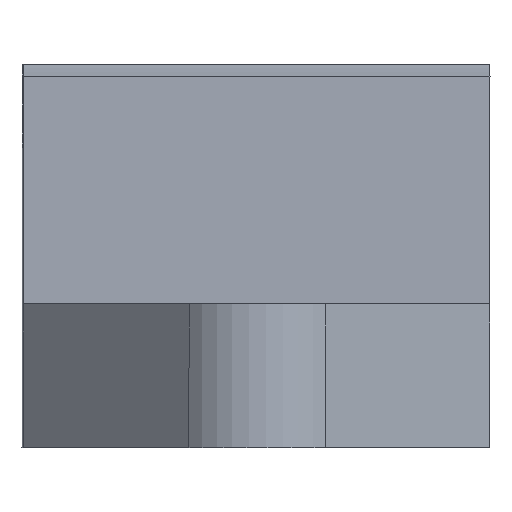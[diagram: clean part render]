
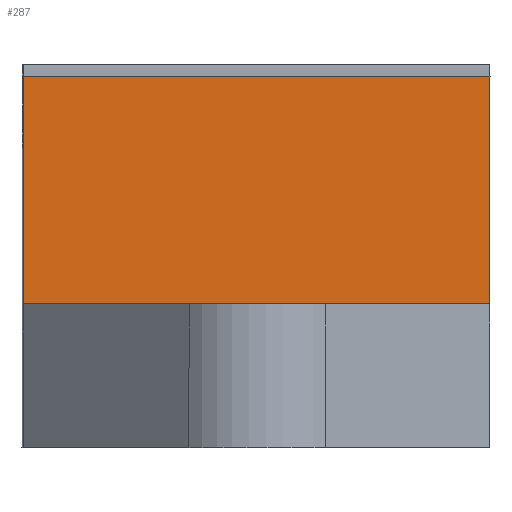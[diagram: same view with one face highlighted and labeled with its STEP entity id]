
A CAD part, front view. The second image highlights one B-rep face of the part: STEP entity #287.
In plain terms, the highlighted planar face has unit normal (0.005, -1, 0).
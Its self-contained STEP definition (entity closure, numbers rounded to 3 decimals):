
#64 = VERTEX_POINT('',#65);
#65 = CARTESIAN_POINT('',(155.455,-108.819,5.995
    ));
#105 = VERTEX_POINT('',#106);
#106 = CARTESIAN_POINT('',(155.456,-108.819,
    15.495));
#113 = EDGE_CURVE('',#64,#105,#114,.T.);
#114 = LINE('',#115,#116);
#115 = CARTESIAN_POINT('',(155.455,-108.819,
    5.995));
#116 = VECTOR('',#117,1.);
#117 = DIRECTION('',(0.,0.,1.
    ));
#287 = ADVANCED_FACE('',(#288),#313,.T.);
#288 = FACE_BOUND('',#289,.T.);
#289 = EDGE_LOOP('',(#290,#298,#299,#307));
#290 = ORIENTED_EDGE('',*,*,#291,.F.);
#291 = EDGE_CURVE('',#64,#292,#294,.T.);
#292 = VERTEX_POINT('',#293);
#293 = CARTESIAN_POINT('',(135.955,-108.923,5.997
    ));
#294 = LINE('',#295,#296);
#295 = CARTESIAN_POINT('',(155.455,-108.819,
    5.995));
#296 = VECTOR('',#297,1.);
#297 = DIRECTION('',(-1.,-0.005,
    0.));
#298 = ORIENTED_EDGE('',*,*,#113,.T.);
#299 = ORIENTED_EDGE('',*,*,#300,.T.);
#300 = EDGE_CURVE('',#105,#301,#303,.T.);
#301 = VERTEX_POINT('',#302);
#302 = CARTESIAN_POINT('',(135.956,-108.923,
    15.497));
#303 = LINE('',#304,#305);
#304 = CARTESIAN_POINT('',(155.456,-108.819,
    15.495));
#305 = VECTOR('',#306,1.);
#306 = DIRECTION('',(-1.,-0.005,
    0.));
#307 = ORIENTED_EDGE('',*,*,#308,.F.);
#308 = EDGE_CURVE('',#292,#301,#309,.T.);
#309 = LINE('',#310,#311);
#310 = CARTESIAN_POINT('',(135.955,-108.923,5.997
    ));
#311 = VECTOR('',#312,1.);
#312 = DIRECTION('',(0.,0.,1.
    ));
#313 = PLANE('',#314);
#314 = AXIS2_PLACEMENT_3D('',#315,#316,#317);
#315 = CARTESIAN_POINT('',(155.455,-108.819,
    5.995));
#316 = DIRECTION('',(0.005,-1.,
    0.));
#317 = DIRECTION('',(-1.,-0.005,
    0.));
